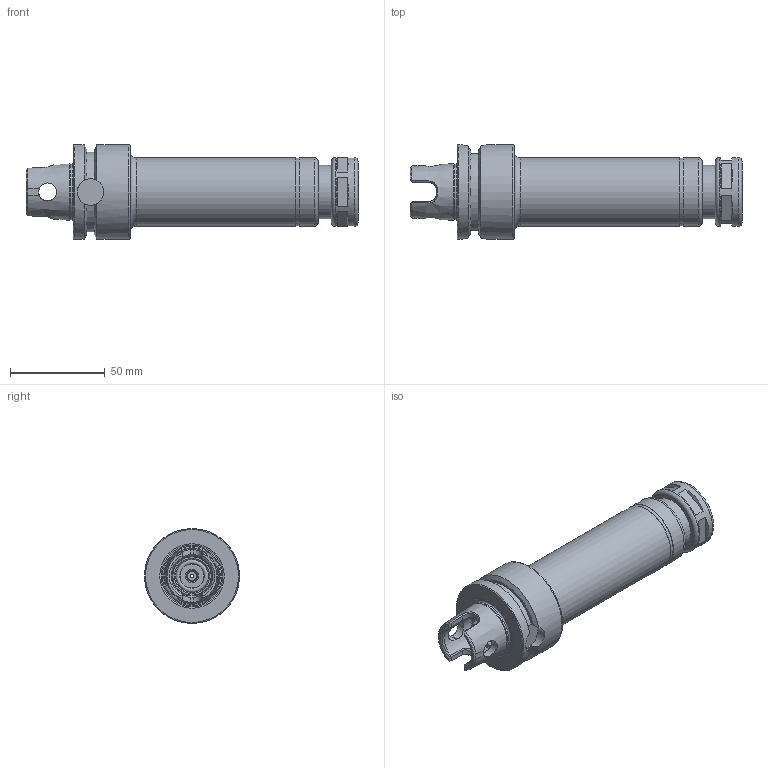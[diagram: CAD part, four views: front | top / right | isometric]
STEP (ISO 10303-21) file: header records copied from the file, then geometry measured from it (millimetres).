
FILE_DESCRIPTION((''),'2;1');
FILE_NAME('126011116150-3D.stp','2020-07-23T09:38:16',('nttooll'),(''),'Autodesk Inventor 2012','Autodesk Inventor 2012','');
FILE_SCHEMA(('AUTOMOTIVE_DESIGN { 1 0 10303 214 1 1 1 1 }'));
Length unit declared in the file: millimetre
Products named in the file (1): 126011116150-3D
Bounding box: 175 x 50 x 50 mm (x, y, z)
Volume: 153200.3 mm3; surface area: 35313.9 mm2
Topology: 1 solids, 4 shells, 173 faces, 388 edges, 242 vertices
Faces by surface type: plane 65, cylinder 42, cone 30, bspline 20, torus 16
Full cylindrical faces by diameter (mm): 2 x1, 4.5 x1, 5 x1, 5.2 x1, 6 x2, 9.5 x2, 12 x2, 12.8 x1, 13.319 x1, 14 x2, 15.8 x1, 15.9 x1, 16.3 x1, 17 x2, 17.5 x1, 18 x1, 20 x1, 21 x1, 22.1 x1, 24.5 x1, 28 x2, 29.5 x1, 35.6 x1, 36 x2, 36.3 x1, 50 x2
Entity records: 4974 total; most frequent: CARTESIAN_POINT 1688, DIRECTION 618, ORIENTED_EDGE 594, EDGE_CURVE 297, AXIS2_PLACEMENT_3D 285, EDGE_LOOP 278, VERTEX_POINT 223, FACE_OUTER_BOUND 173
